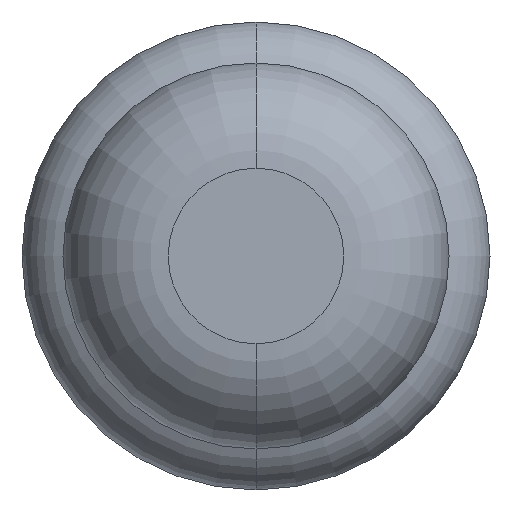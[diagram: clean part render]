
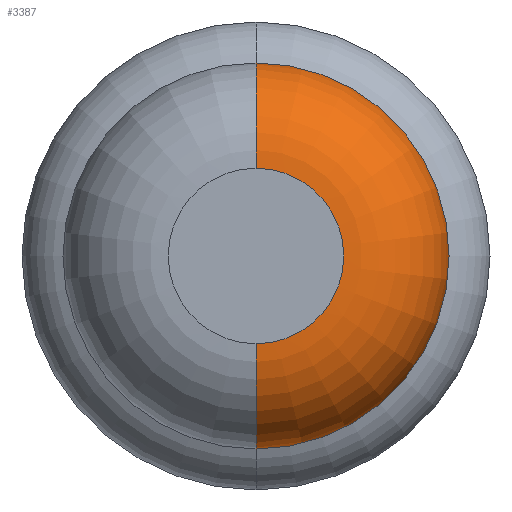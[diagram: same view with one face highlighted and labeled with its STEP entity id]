
A CAD part, front view. The second image highlights one B-rep face of the part: STEP entity #3387.
In plain terms, the highlighted toroidal (fillet/blend) face has major radius 0.375 mm and minor radius 0.45 mm.
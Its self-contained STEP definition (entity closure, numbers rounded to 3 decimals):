
#110 = CARTESIAN_POINT ( 'NONE',  ( 0., -26.95, -0.825 ) ) ;
#197 = EDGE_LOOP ( 'NONE', ( #625, #2078, #512, #1996 ) ) ;
#237 = EDGE_CURVE ( 'NONE', #3137, #1470, #508, .T. ) ;
#252 = CARTESIAN_POINT ( 'NONE',  ( 0., -26.95, -0.375 ) ) ;
#324 = DIRECTION ( 'NONE',  ( -1., 0., 0. ) ) ;
#508 = CIRCLE ( 'NONE', #3037, 0.45 ) ;
#512 = ORIENTED_EDGE ( 'NONE', *, *, #3757, .F. ) ;
#557 = DIRECTION ( 'NONE',  ( 1., 0., 0. ) ) ;
#625 = ORIENTED_EDGE ( 'NONE', *, *, #2737, .T. ) ;
#706 = DIRECTION ( 'NONE',  ( 0., 1., 0. ) ) ;
#888 = DIRECTION ( 'NONE',  ( 0., 0., -1. ) ) ;
#979 = CARTESIAN_POINT ( 'NONE',  ( 0., -27.4, 0. ) ) ;
#993 = DIRECTION ( 'NONE',  ( 0., 0., 1. ) ) ;
#1018 = AXIS2_PLACEMENT_3D ( 'NONE', #979, #2396, #3732 ) ;
#1104 = DIRECTION ( 'NONE',  ( 0., 1., 0. ) ) ;
#1132 = AXIS2_PLACEMENT_3D ( 'NONE', #2769, #706, #993 ) ;
#1460 = CARTESIAN_POINT ( 'NONE',  ( 0., -26.95, 0. ) ) ;
#1470 = VERTEX_POINT ( 'NONE', #110 ) ;
#1671 = DIRECTION ( 'NONE',  ( 0., 0., 1. ) ) ;
#1698 = CARTESIAN_POINT ( 'NONE',  ( 0., -26.95, 0.375 ) ) ;
#1761 = AXIS2_PLACEMENT_3D ( 'NONE', #1460, #1104, #3840 ) ;
#1853 = CARTESIAN_POINT ( 'NONE',  ( 0., -27.4, 0.375 ) ) ;
#1939 = CARTESIAN_POINT ( 'NONE',  ( 0., -27.4, -0.375 ) ) ;
#1966 = VERTEX_POINT ( 'NONE', #3441 ) ;
#1996 = ORIENTED_EDGE ( 'NONE', *, *, #2713, .F. ) ;
#2078 = ORIENTED_EDGE ( 'NONE', *, *, #237, .T. ) ;
#2396 = DIRECTION ( 'NONE',  ( 0., 1., 0. ) ) ;
#2713 = EDGE_CURVE ( 'NONE', #3469, #1966, #4009, .T. ) ;
#2737 = EDGE_CURVE ( 'Defeature ausgef�hrt1_8+Defeature ausgef�hrt1_7+Defeature ausgef�hrt1_7+Defeature ausgef�hrt1_7', #3469, #3137, #3905, .T. ) ;
#2769 = CARTESIAN_POINT ( 'NONE',  ( 0., -26.95, 0. ) ) ;
#3037 = AXIS2_PLACEMENT_3D ( 'NONE', #252, #557, #888 ) ;
#3137 = VERTEX_POINT ( 'NONE', #1939 ) ;
#3147 = CIRCLE ( 'NONE', #1132, 0.825 ) ;
#3387 = ADVANCED_FACE ( 'Defeature ausgef�hrt1_8', ( #3518 ), #4205, .T. ) ;
#3441 = CARTESIAN_POINT ( 'NONE',  ( 0., -26.95, 0.825 ) ) ;
#3469 = VERTEX_POINT ( 'NONE', #1853 ) ;
#3518 = FACE_OUTER_BOUND ( 'NONE', #197, .T. ) ;
#3732 = DIRECTION ( 'NONE',  ( 0., 0., 1. ) ) ;
#3757 = EDGE_CURVE ( 'Defeature ausgef�hrt1_9+Defeature ausgef�hrt1_8+Defeature ausgef�hrt1_8+Defeature ausgef�hrt1_8', #1966, #1470, #3147, .T. ) ;
#3840 = DIRECTION ( 'NONE',  ( 0., 0., 1. ) ) ;
#3905 = CIRCLE ( 'NONE', #1018, 0.375 ) ;
#4009 = CIRCLE ( 'NONE', #4229, 0.45 ) ;
#4205 = TOROIDAL_SURFACE ( 'NONE', #1761, 0.375, 0.45 ) ;
#4229 = AXIS2_PLACEMENT_3D ( 'NONE', #1698, #324, #1671 ) ;
